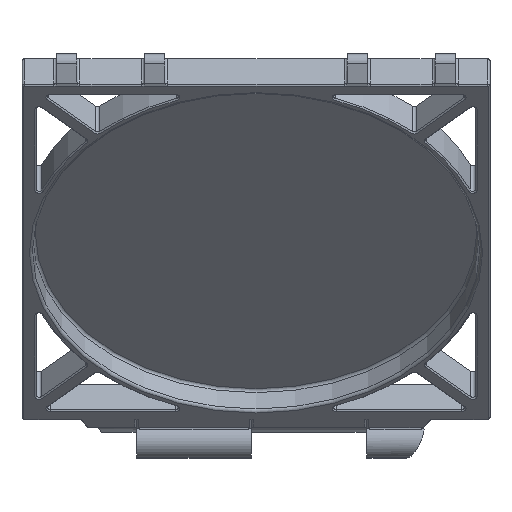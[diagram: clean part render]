
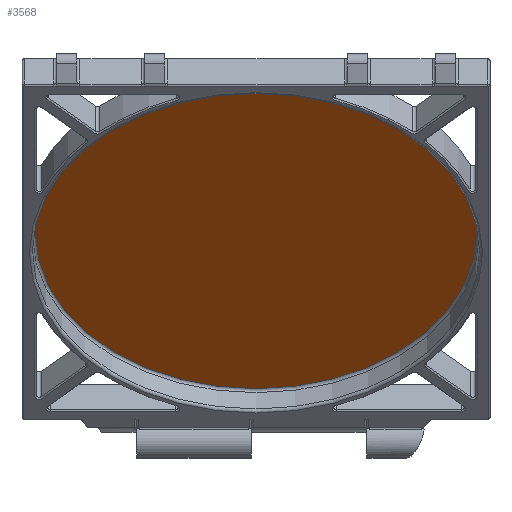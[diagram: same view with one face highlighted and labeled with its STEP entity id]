
A CAD part, left-side view. The second image highlights one B-rep face of the part: STEP entity #3568.
In plain terms, the highlighted planar face has unit normal (-0.707, 0, -0.707).
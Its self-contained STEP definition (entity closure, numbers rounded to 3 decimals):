
#106=PLANE('',#3816);
#221=FACE_OUTER_BOUND('',#437,.T.);
#437=EDGE_LOOP('',(#2450));
#1409=CIRCLE('',#3809,76.825);
#1558=VERTEX_POINT('',#5335);
#1892=EDGE_CURVE('',#1558,#1558,#1409,.T.);
#2450=ORIENTED_EDGE('',*,*,#1892,.F.);
#3568=ADVANCED_FACE('',(#221),#106,.T.);
#3809=AXIS2_PLACEMENT_3D('',#5336,#4222,#4223);
#3816=AXIS2_PLACEMENT_3D('',#5348,#4237,#4238);
#4222=DIRECTION('center_axis',(0.707,0.,0.707));
#4223=DIRECTION('ref_axis',(0.,-1.,0.));
#4237=DIRECTION('center_axis',(-0.707,0.,-0.707));
#4238=DIRECTION('ref_axis',(0.,-1.,0.));
#5335=CARTESIAN_POINT('',(-20.089,0.,139.924));
#5336=CARTESIAN_POINT('Origin',(34.235,0.,85.6));
#5348=CARTESIAN_POINT('Origin',(34.235,0.,85.6));
